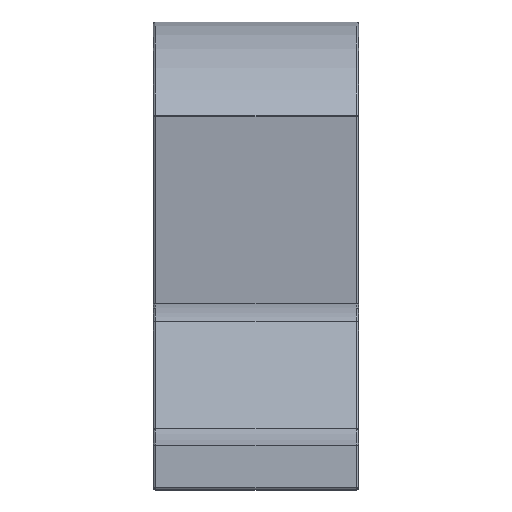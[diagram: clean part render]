
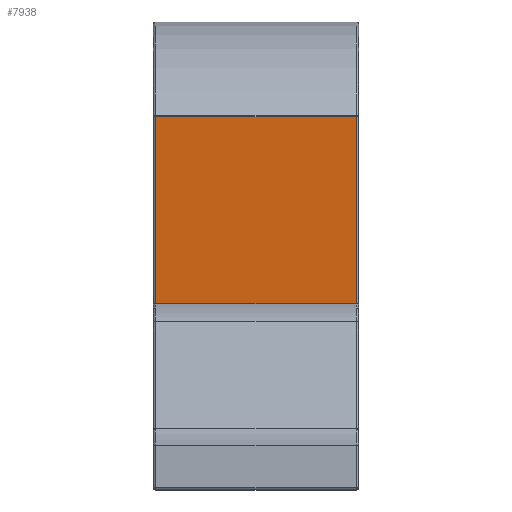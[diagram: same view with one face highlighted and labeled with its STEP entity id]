
A CAD part, top view. The second image highlights one B-rep face of the part: STEP entity #7938.
In plain terms, the highlighted planar face has unit normal (0, -0.104, 0.995).
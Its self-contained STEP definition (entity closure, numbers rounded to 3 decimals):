
#75 = EDGE_CURVE ( 'NONE', #5164, #3100, #10164, .T. ) ;
#414 = EDGE_CURVE ( 'NONE', #3100, #664, #5299, .T. ) ;
#664 = VERTEX_POINT ( 'NONE', #6290 ) ;
#941 = VECTOR ( 'NONE', #2112, 1000. ) ;
#2104 = EDGE_CURVE ( 'NONE', #5550, #664, #10176, .T. ) ;
#2112 = DIRECTION ( 'NONE',  ( -1., 0., 0. ) ) ;
#2805 = ORIENTED_EDGE ( 'NONE', *, *, #75, .T. ) ;
#3100 = VERTEX_POINT ( 'NONE', #5025 ) ;
#3690 = ORIENTED_EDGE ( 'NONE', *, *, #4510, .T. ) ;
#3736 = CARTESIAN_POINT ( 'NONE',  ( 19.3, 35.5, -1.875 ) ) ;
#3783 = CARTESIAN_POINT ( 'NONE',  ( 0., 35.433, -1.882 ) ) ;
#3849 = CARTESIAN_POINT ( 'NONE',  ( 19.5, 17.639, -3.744 ) ) ;
#4012 = DIRECTION ( 'NONE',  ( 0., 0.995, 0.104 ) ) ;
#4510 = EDGE_CURVE ( 'NONE', #5550, #5164, #9291, .T. ) ;
#5025 = CARTESIAN_POINT ( 'NONE',  ( 0.2, 35.433, -1.882 ) ) ;
#5164 = VERTEX_POINT ( 'NONE', #7420 ) ;
#5206 = DIRECTION ( 'NONE',  ( 0., 0.995, 0.104 ) ) ;
#5299 = LINE ( 'NONE', #6869, #5300 ) ;
#5300 = VECTOR ( 'NONE', #8485, 1000. ) ;
#5550 = VERTEX_POINT ( 'NONE', #8829 ) ;
#6221 = CARTESIAN_POINT ( 'NONE',  ( 19.5, 35.5, -1.875 ) ) ;
#6290 = CARTESIAN_POINT ( 'NONE',  ( 0.2, 17.639, -3.744 ) ) ;
#6455 = EDGE_LOOP ( 'NONE', ( #8389, #3690, #2805, #10075 ) ) ;
#6754 = FACE_OUTER_BOUND ( 'NONE', #6455, .T. ) ;
#6869 = CARTESIAN_POINT ( 'NONE',  ( 0.2, 35.5, -1.875 ) ) ;
#7152 = PLANE ( 'NONE',  #7397 ) ;
#7397 = AXIS2_PLACEMENT_3D ( 'NONE', #6221, #9515, #4012 ) ;
#7420 = CARTESIAN_POINT ( 'NONE',  ( 19.3, 35.433, -1.882 ) ) ;
#7844 = VECTOR ( 'NONE', #5206, 1000. ) ;
#7938 = ADVANCED_FACE ( 'NONE', ( #6754 ), #7152, .F. ) ;
#8389 = ORIENTED_EDGE ( 'NONE', *, *, #2104, .F. ) ;
#8464 = VECTOR ( 'NONE', #10081, 1000. ) ;
#8485 = DIRECTION ( 'NONE',  ( 0., -0.995, -0.104 ) ) ;
#8829 = CARTESIAN_POINT ( 'NONE',  ( 19.3, 17.639, -3.744 ) ) ;
#9291 = LINE ( 'NONE', #3736, #7844 ) ;
#9515 = DIRECTION ( 'NONE',  ( 0., 0.104, -0.995 ) ) ;
#10075 = ORIENTED_EDGE ( 'NONE', *, *, #414, .T. ) ;
#10081 = DIRECTION ( 'NONE',  ( -1., 0., 0. ) ) ;
#10164 = LINE ( 'NONE', #3783, #941 ) ;
#10176 = LINE ( 'NONE', #3849, #8464 ) ;
